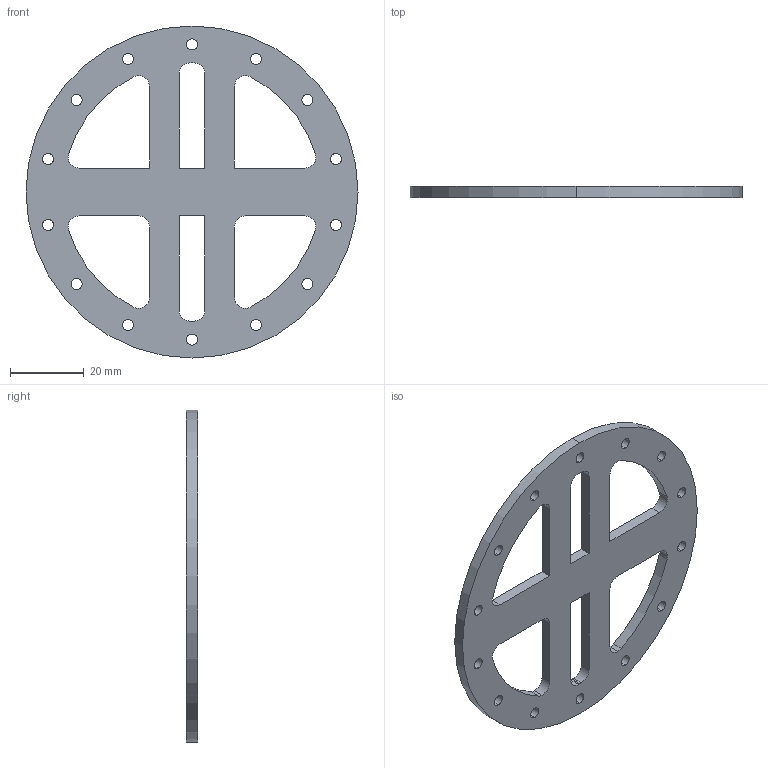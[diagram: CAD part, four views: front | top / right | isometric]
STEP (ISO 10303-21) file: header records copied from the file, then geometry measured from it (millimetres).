
FILE_DESCRIPTION (( 'STEP AP203' ), '1' );
FILE_NAME ('旄柉膰罽鵳襜禬29_04_2024.STEP', '2024-05-15T09:33:06', ( 'Sofia' ), ( 'HP' ), 'SwSTEP 2.0', 'SolidWorks 2023', '' );
FILE_SCHEMA (( 'CONFIG_CONTROL_DESIGN' ));
Length unit declared in the file: millimetre
Products named in the file (1): ССП_кондуктор_29_04_2024
Bounding box: 90 x 3 x 90 mm (x, y, z)
Volume: 12741 mm3; surface area: 11110.3 mm2
Topology: 1 solids, 1 shells, 69 faces, 201 edges, 134 vertices
Faces by surface type: cylinder 53, plane 16
Entity records: 2498 total; most frequent: DIRECTION 447, CARTESIAN_POINT 405, ORIENTED_EDGE 402, EDGE_CURVE 201, AXIS2_PLACEMENT_3D 176, VERTEX_POINT 134, EDGE_LOOP 109, CIRCLE 106
